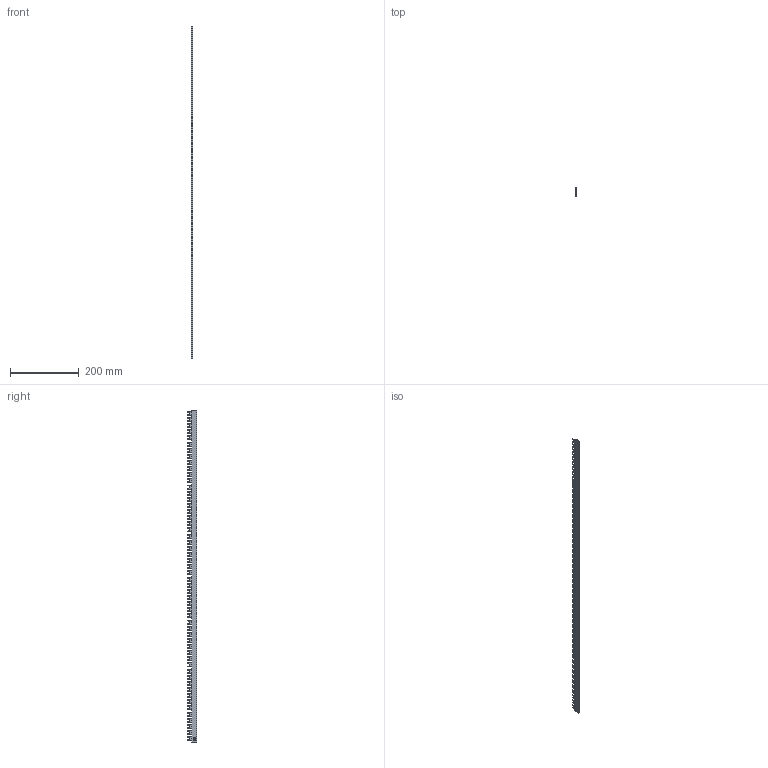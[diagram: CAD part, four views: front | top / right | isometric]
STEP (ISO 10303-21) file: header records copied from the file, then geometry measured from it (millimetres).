
FILE_DESCRIPTION((''),'2;1');
FILE_NAME('IZ10_1F_ASM','2021-04-01T',('marketing.praksa'),('Audax d.o.o.'),'CREO PARAMETRIC BY PTC INC, 2017480','CREO PARAMETRIC BY PTC INC, 2017480','');
FILE_SCHEMA(('AUTOMOTIVE_DESIGN { 1 0 10303 214 1 1 1 1 }'));
Length unit declared in the file: millimetre
Products named in the file (4): PLASTIC_5X12; PRT0145; COPPER_5X12; IZ10_1F_ASM
Assembly tree (3 placements, depth 2):
  IZ10_1F_ASM
    PLASTIC_5X12
    PRT0145
    COPPER_5X12
Bounding box: 5.8 x 27.1 x 962.88 mm (x, y, z)
Volume: 70268.2 mm3; surface area: 105552.8 mm2
Topology: 5 solids, 5 shells, 1007 faces, 2770 edges, 1776 vertices
Faces by surface type: plane 510, cylinder 444, bspline 53
Entity records: 49368 total; most frequent: CARTESIAN_POINT 7791, ORIENTED_EDGE 5540, DIRECTION 5385, PRESENTATION_STYLE_ASSIGNMENT 3782, STYLED_ITEM 3782, CURVE_STYLE 2770, EDGE_CURVE 2770, AXIS2_PLACEMENT_3D 1807
